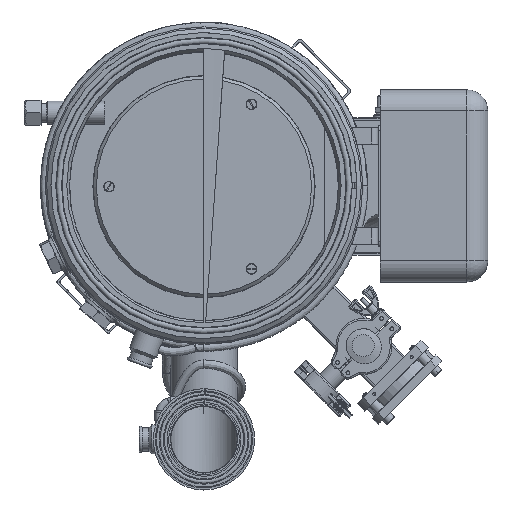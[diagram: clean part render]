
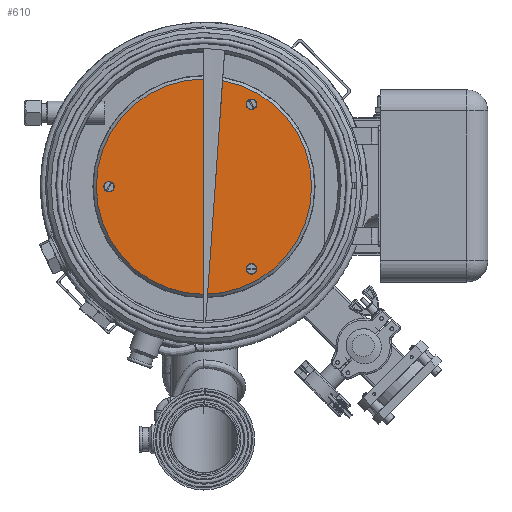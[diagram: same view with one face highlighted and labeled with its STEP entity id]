
A CAD part, top view. The second image highlights one B-rep face of the part: STEP entity #610.
In plain terms, the highlighted planar face has unit normal (0, 0, -1).
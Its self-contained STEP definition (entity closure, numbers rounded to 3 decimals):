
#610=ADVANCED_FACE('',(#31975,#31977,#31979,#31981),#31983,.T.);
#31975=FACE_BOUND('',#31976,.T.);
#31976=EDGE_LOOP('',(#42906));
#31977=FACE_BOUND('',#31978,.T.);
#31978=EDGE_LOOP('',(#42907));
#31979=FACE_BOUND('',#31980,.T.);
#31980=EDGE_LOOP('',(#42908));
#31981=FACE_BOUND('',#31982,.T.);
#31982=EDGE_LOOP('',(#42909));
#31983=PLANE('',#31984);
#31984=AXIS2_PLACEMENT_3D('',#31985,#31986,#31987);
#31985=CARTESIAN_POINT('',(0.,0.,-504.));
#31986=DIRECTION('',(0.,0.,-1.));
#31987=DIRECTION('',(-0.5,-0.866,0.));
#42906=ORIENTED_EDGE('',*,*,#46572,.T.);
#42907=ORIENTED_EDGE('',*,*,#46573,.F.);
#42908=ORIENTED_EDGE('',*,*,#46574,.F.);
#42909=ORIENTED_EDGE('',*,*,#46575,.F.);
#46572=EDGE_CURVE('',#50581,#50581,#50582,.T.);
#46573=EDGE_CURVE('',#50583,#50583,#50584,.T.);
#46574=EDGE_CURVE('',#50585,#50585,#50586,.F.);
#46575=EDGE_CURVE('',#50587,#50587,#50588,.F.);
#50581=VERTEX_POINT('',#75029);
#50582=CIRCLE('',#75030,102.);
#50583=VERTEX_POINT('',#75034);
#50584=CIRCLE('',#75035,5.);
#50585=VERTEX_POINT('',#75039);
#50586=CIRCLE('',#75040,5.);
#50587=VERTEX_POINT('',#75044);
#50588=CIRCLE('',#75045,5.);
#75029=CARTESIAN_POINT('',(-51.,-88.335,-504.));
#75030=AXIS2_PLACEMENT_3D('',#75031,#75032,#75033);
#75031=CARTESIAN_POINT('',(0.,0.,-504.));
#75032=DIRECTION('',(0.,0.,-1.));
#75033=DIRECTION('',(-0.5,-0.866,0.));
#75034=CARTESIAN_POINT('',(42.5,-73.612,-504.));
#75035=AXIS2_PLACEMENT_3D('',#75036,#75037,#75038);
#75036=CARTESIAN_POINT('',(45.,-77.942,-504.));
#75037=DIRECTION('',(0.,0.,-1.));
#75038=DIRECTION('',(-0.5,0.866,0.));
#75039=CARTESIAN_POINT('',(42.5,73.612,-504.));
#75040=AXIS2_PLACEMENT_3D('',#75041,#75042,#75043);
#75041=CARTESIAN_POINT('',(45.,77.942,-504.));
#75042=DIRECTION('',(0.,0.,1.));
#75043=DIRECTION('',(-0.5,-0.866,0.));
#75044=CARTESIAN_POINT('',(-85.,0.,-504.));
#75045=AXIS2_PLACEMENT_3D('',#75046,#75047,#75048);
#75046=CARTESIAN_POINT('',(-90.,0.,-504.));
#75047=DIRECTION('',(0.,0.,1.));
#75048=DIRECTION('',(1.,0.,0.));
